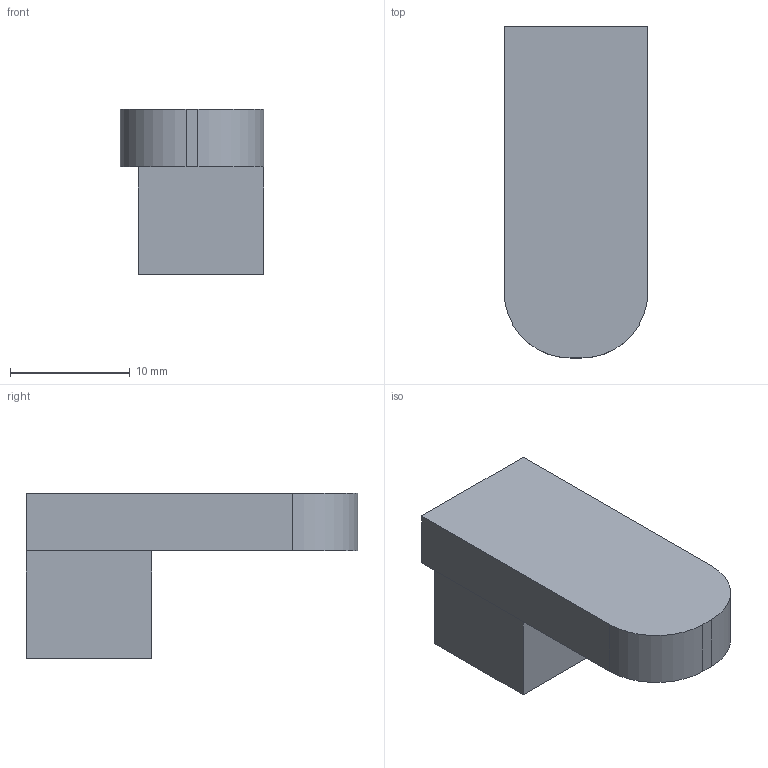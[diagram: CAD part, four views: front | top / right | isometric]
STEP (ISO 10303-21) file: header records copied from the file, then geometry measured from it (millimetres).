
FILE_DESCRIPTION(('FreeCAD Model'),'2;1');
FILE_NAME('lower_bearing_holder_v2.step','2019-04-26T07:28:31',('Author' ),(''),'Open CASCADE STEP processor 6.9','FreeCAD','Unknown');
FILE_SCHEMA(('AUTOMOTIVE_DESIGN { 1 0 10303 214 1 1 1 1 }'));
Length unit declared in the file: millimetre
Products named in the file (1): Pocket009
Bounding box: 12 x 27.72 x 13.8 mm (x, y, z)
Volume: 1997.7 mm3; surface area: 1705.9 mm2
Topology: 1 solids, 1 shells, 20 faces, 48 edges, 34 vertices
Faces by surface type: plane 14, cylinder 6
Full cylindrical faces by diameter (mm): 2 x2, 6 x1, 9.997 x1
Entity records: 1246 total; most frequent: CARTESIAN_POINT 214, DIRECTION 199, LINE 105, VECTOR 105, ORIENTED_EDGE 96, PCURVE 96, DEFINITIONAL_REPRESENTATION 96, EDGE_CURVE 48
